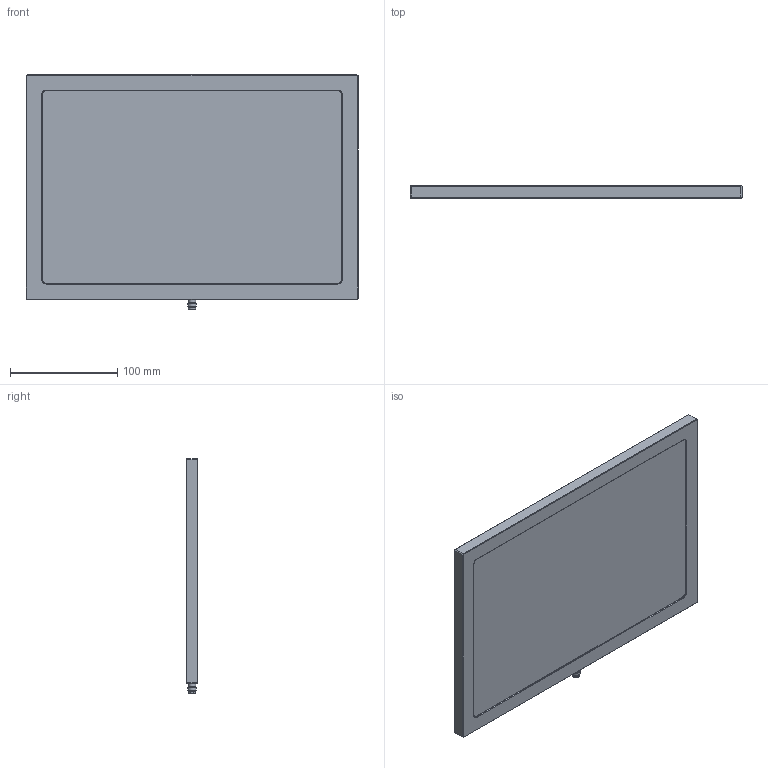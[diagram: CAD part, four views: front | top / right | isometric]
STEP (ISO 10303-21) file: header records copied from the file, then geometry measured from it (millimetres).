
FILE_DESCRIPTION(/* description */ ('Unknown'),/* implementation_level */ '2;1');
FILE_NAME(/* name */ 'BL-280x180 Customers',/* time_stamp */ '2024-05-29T12:26:27+02:00',/* author */ ('Unknown'),/* organization */ ('Smartview s. r. o.'),/* preprocessor_version */ 'ST-DEVELOPER v18.1',/* originating_system */ 'Solid Edge',/* authorisation */ 'Unknown');
FILE_SCHEMA (('AUTOMOTIVE_DESIGN {1 0 10303 214 3 1 1}'));
Length unit declared in the file: millimetre
Products named in the file (1): BL-280x180 Customers
Bounding box: 310 x 11.04 x 219.1 mm (x, y, z)
Volume: 667684.5 mm3; surface area: 145697.4 mm2
Topology: 1 solids, 1 shells, 124 faces, 303 edges, 190 vertices
Faces by surface type: plane 62, cylinder 37, cone 16, torus 9
Full cylindrical faces by diameter (mm): 1 x3, 1.002 x1, 2.459 x1, 3.242 x8, 5.6 x1, 6.2 x1, 6.8 x1, 6.804 x1, 7 x1, 8 x1
Entity records: 4218 total; most frequent: DIRECTION 600, CARTESIAN_POINT 578, ORIENTED_EDGE 504, EDGE_CURVE 252, AXIS2_PLACEMENT_3D 231, VERTEX_POINT 177, FACE_BOUND 171, EDGE_LOOP 167
